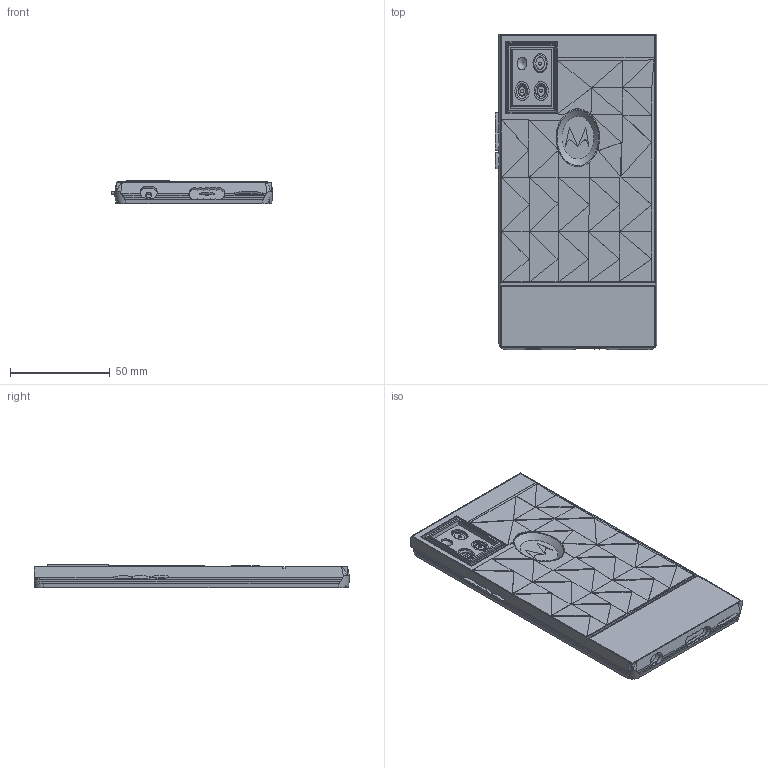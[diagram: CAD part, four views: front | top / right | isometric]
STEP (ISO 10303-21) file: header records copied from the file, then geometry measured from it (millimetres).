
FILE_DESCRIPTION(/* description */ (''),/* implementation_level */ '2;1');
FILE_NAME(/* name */ 'hello moto v11.step',/* time_stamp */ '2024-08-18T18:52:52-07:00',/* author */ (''),/* organization */ (''),/* preprocessor_version */ 'ST-DEVELOPER v20',/* originating_system */ 'Autodesk Translation Framework v13.14.0.145',/* authorisation */ '');
FILE_SCHEMA (('AUTOMOTIVE_DESIGN { 1 0 10303 214 3 1 1 }'));
Length unit declared in the file: millimetre
Products named in the file (1): hello moto
Bounding box: 81.25 x 158.16 x 11.59 mm (x, y, z)
Volume: 120573.9 mm3; surface area: 38757.8 mm2
Topology: 1 solids, 1 shells, 540 faces, 1296 edges, 781 vertices
Faces by surface type: plane 420, cylinder 78, bspline 42
Full cylindrical faces by diameter (mm): 1 x10, 1.5 x3, 1.51 x3, 3 x1
Entity records: 16725 total; most frequent: CARTESIAN_POINT 4306, ORIENTED_EDGE 2594, DIRECTION 2500, EDGE_CURVE 1297, LINE 924, VECTOR 924, AXIS2_PLACEMENT_3D 788, VERTEX_POINT 781
